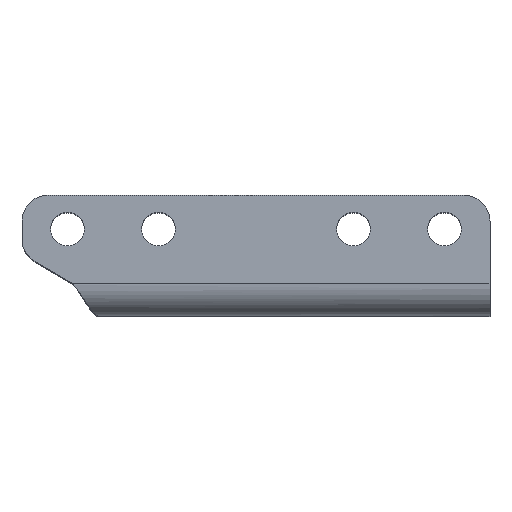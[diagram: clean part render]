
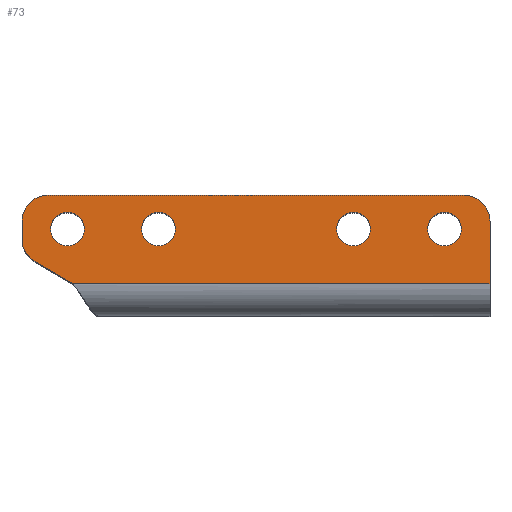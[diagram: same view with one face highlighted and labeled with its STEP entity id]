
A CAD part, top view. The second image highlights one B-rep face of the part: STEP entity #73.
In plain terms, the highlighted planar face has unit normal (0, 0, 1).
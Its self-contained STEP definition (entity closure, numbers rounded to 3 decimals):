
#23 = LINE ( 'NONE', #1958, #2555 ) ;
#54 = DIRECTION ( 'NONE',  ( 0., -1., 0. ) ) ;
#73 = ADVANCED_FACE ( 'NONE', ( #1165, #1920, #2867, #1436, #418 ), #1819, .T. ) ;
#97 = CARTESIAN_POINT ( 'NONE',  ( -11., 6.7, 19. ) ) ;
#110 = EDGE_CURVE ( 'NONE', #511, #2796, #300, .T. ) ;
#123 = ORIENTED_EDGE ( 'NONE', *, *, #2073, .T. ) ;
#168 = AXIS2_PLACEMENT_3D ( 'NONE', #3100, #2106, #3089 ) ;
#192 = ORIENTED_EDGE ( 'NONE', *, *, #215, .F. ) ;
#193 = DIRECTION ( 'NONE',  ( 0., 1., 0. ) ) ;
#212 = VERTEX_POINT ( 'NONE', #394 ) ;
#214 = DIRECTION ( 'NONE',  ( -1., 0., 0. ) ) ;
#215 = EDGE_CURVE ( 'NONE', #1395, #1669, #1197, .T. ) ;
#240 = AXIS2_PLACEMENT_3D ( 'NONE', #2067, #1039, #1052 ) ;
#258 = AXIS2_PLACEMENT_3D ( 'NONE', #1584, #1083, #2621 ) ;
#266 = CARTESIAN_POINT ( 'NONE',  ( -12.3, 6.7, 19. ) ) ;
#279 = CARTESIAN_POINT ( 'NONE',  ( 12.5, 7.3, 19. ) ) ;
#300 = CIRCLE ( 'NONE', #1100, 1.3 ) ;
#302 = AXIS2_PLACEMENT_3D ( 'NONE', #279, #1299, #1525 ) ;
#308 = CARTESIAN_POINT ( 'NONE',  ( -21.5, 9.3, 19. ) ) ;
#323 = EDGE_CURVE ( 'NONE', #463, #212, #23, .T. ) ;
#334 = CARTESIAN_POINT ( 'NONE',  ( 9.7, 6.7, 19. ) ) ;
#363 = EDGE_CURVE ( 'NONE', #463, #2326, #1989, .T. ) ;
#369 = CIRCLE ( 'NONE', #3208, 1.3 ) ;
#386 = CARTESIAN_POINT ( 'NONE',  ( 4., 6.7, 19. ) ) ;
#394 = CARTESIAN_POINT ( 'NONE',  ( 14.5, 7.3, 19. ) ) ;
#418 = FACE_OUTER_BOUND ( 'NONE', #1500, .T. ) ;
#430 = ORIENTED_EDGE ( 'NONE', *, *, #2071, .T. ) ;
#457 = DIRECTION ( 'NONE',  ( 0., 0., -1. ) ) ;
#463 = VERTEX_POINT ( 'NONE', #2301 ) ;
#476 = CARTESIAN_POINT ( 'NONE',  ( -3.5, 9.3, 19. ) ) ;
#500 = CIRCLE ( 'NONE', #2800, 1.3 ) ;
#511 = VERTEX_POINT ( 'NONE', #2855 ) ;
#524 = EDGE_CURVE ( 'NONE', #2752, #999, #762, .T. ) ;
#565 = CARTESIAN_POINT ( 'NONE',  ( 14.5, 9.3, 19. ) ) ;
#606 = DIRECTION ( 'NONE',  ( -1., 0., 0. ) ) ;
#630 = CARTESIAN_POINT ( 'NONE',  ( -17.592, 2.5, 19. ) ) ;
#638 = CIRCLE ( 'NONE', #1169, 1.3 ) ;
#641 = ORIENTED_EDGE ( 'NONE', *, *, #1834, .T. ) ;
#644 = CARTESIAN_POINT ( 'NONE',  ( -20.5, 4.179, 19. ) ) ;
#655 = LINE ( 'NONE', #476, #3054 ) ;
#665 = EDGE_LOOP ( 'NONE', ( #1095, #2137 ) ) ;
#678 = AXIS2_PLACEMENT_3D ( 'NONE', #565, #1360, #1080 ) ;
#710 = VERTEX_POINT ( 'NONE', #1156 ) ;
#723 = CIRCLE ( 'NONE', #2009, 1.3 ) ;
#746 = VERTEX_POINT ( 'NONE', #871 ) ;
#754 = EDGE_CURVE ( 'NONE', #710, #1096, #723, .T. ) ;
#762 = CIRCLE ( 'NONE', #258, 2. ) ;
#871 = CARTESIAN_POINT ( 'NONE',  ( 12.5, 9.3, 19. ) ) ;
#890 = EDGE_LOOP ( 'NONE', ( #1536, #430 ) ) ;
#935 = LINE ( 'NONE', #1970, #2254 ) ;
#965 = CARTESIAN_POINT ( 'NONE',  ( -21.5, 5.911, 19. ) ) ;
#989 = CIRCLE ( 'NONE', #1818, 1.3 ) ;
#995 = CARTESIAN_POINT ( 'NONE',  ( -21.5, 7.3, 19. ) ) ;
#999 = VERTEX_POINT ( 'NONE', #965 ) ;
#1011 = DIRECTION ( 'NONE',  ( -1., 0., 0. ) ) ;
#1026 = EDGE_CURVE ( 'NONE', #1669, #746, #655, .T. ) ;
#1039 = DIRECTION ( 'NONE',  ( 0., 0., -1. ) ) ;
#1052 = DIRECTION ( 'NONE',  ( -1., 0., 0. ) ) ;
#1066 = CARTESIAN_POINT ( 'NONE',  ( -18., 6.7, 19. ) ) ;
#1080 = DIRECTION ( 'NONE',  ( 1., 0., 0. ) ) ;
#1083 = DIRECTION ( 'NONE',  ( 0., 0., -1. ) ) ;
#1092 = EDGE_CURVE ( 'NONE', #746, #212, #1679, .T. ) ;
#1095 = ORIENTED_EDGE ( 'NONE', *, *, #110, .T. ) ;
#1096 = VERTEX_POINT ( 'NONE', #266 ) ;
#1100 = AXIS2_PLACEMENT_3D ( 'NONE', #1066, #2875, #2584 ) ;
#1117 = EDGE_CURVE ( 'NONE', #2796, #511, #2509, .T. ) ;
#1133 = EDGE_LOOP ( 'NONE', ( #641, #2722 ) ) ;
#1156 = CARTESIAN_POINT ( 'NONE',  ( -9.7, 6.7, 19. ) ) ;
#1165 = FACE_BOUND ( 'NONE', #2768, .T. ) ;
#1169 = AXIS2_PLACEMENT_3D ( 'NONE', #386, #1646, #606 ) ;
#1187 = CARTESIAN_POINT ( 'NONE',  ( 4., 6.7, 19. ) ) ;
#1197 = CIRCLE ( 'NONE', #2931, 2. ) ;
#1199 = EDGE_CURVE ( 'NONE', #1096, #710, #989, .T. ) ;
#1226 = ORIENTED_EDGE ( 'NONE', *, *, #323, .T. ) ;
#1270 = CARTESIAN_POINT ( 'NONE',  ( 14.5, 2.5, 19. ) ) ;
#1299 = DIRECTION ( 'NONE',  ( 0., 0., -1. ) ) ;
#1360 = DIRECTION ( 'NONE',  ( 0., 0., 1. ) ) ;
#1371 = DIRECTION ( 'NONE',  ( -1., 0., 0. ) ) ;
#1395 = VERTEX_POINT ( 'NONE', #995 ) ;
#1425 = VERTEX_POINT ( 'NONE', #2743 ) ;
#1436 = FACE_BOUND ( 'NONE', #1133, .T. ) ;
#1457 = DIRECTION ( 'NONE',  ( -1., 0., 0. ) ) ;
#1500 = EDGE_LOOP ( 'NONE', ( #1226, #2452, #2560, #192, #123, #2240, #2426, #1566 ) ) ;
#1525 = DIRECTION ( 'NONE',  ( 1., 0., 0. ) ) ;
#1530 = VERTEX_POINT ( 'NONE', #2051 ) ;
#1533 = VERTEX_POINT ( 'NONE', #3065 ) ;
#1536 = ORIENTED_EDGE ( 'NONE', *, *, #2856, .T. ) ;
#1566 = ORIENTED_EDGE ( 'NONE', *, *, #363, .F. ) ;
#1584 = CARTESIAN_POINT ( 'NONE',  ( -19.5, 5.911, 19. ) ) ;
#1619 = DIRECTION ( 'NONE',  ( 0., 0., -1. ) ) ;
#1629 = CARTESIAN_POINT ( 'NONE',  ( -19.5, 7.3, 19. ) ) ;
#1646 = DIRECTION ( 'NONE',  ( 0., 0., -1. ) ) ;
#1669 = VERTEX_POINT ( 'NONE', #2382 ) ;
#1679 = CIRCLE ( 'NONE', #302, 2. ) ;
#1736 = VECTOR ( 'NONE', #54, 1000. ) ;
#1762 = VERTEX_POINT ( 'NONE', #334 ) ;
#1818 = AXIS2_PLACEMENT_3D ( 'NONE', #97, #1853, #1371 ) ;
#1819 = PLANE ( 'NONE',  #678 ) ;
#1834 = EDGE_CURVE ( 'NONE', #1530, #1425, #369, .T. ) ;
#1853 = DIRECTION ( 'NONE',  ( 0., 0., -1. ) ) ;
#1903 = DIRECTION ( 'NONE',  ( 1., 0., 0. ) ) ;
#1920 = FACE_BOUND ( 'NONE', #890, .T. ) ;
#1932 = LINE ( 'NONE', #308, #1736 ) ;
#1958 = CARTESIAN_POINT ( 'NONE',  ( 14.5, 5.9, 19. ) ) ;
#1965 = DIRECTION ( 'NONE',  ( 0., 0., -1. ) ) ;
#1970 = CARTESIAN_POINT ( 'NONE',  ( -19.546, 3.628, 19. ) ) ;
#1989 = LINE ( 'NONE', #1270, #3143 ) ;
#2009 = AXIS2_PLACEMENT_3D ( 'NONE', #2434, #1619, #2399 ) ;
#2051 = CARTESIAN_POINT ( 'NONE',  ( 2.7, 6.7, 19. ) ) ;
#2067 = CARTESIAN_POINT ( 'NONE',  ( -18., 6.7, 19. ) ) ;
#2071 = EDGE_CURVE ( 'NONE', #1533, #1762, #2966, .T. ) ;
#2073 = EDGE_CURVE ( 'NONE', #1395, #999, #1932, .T. ) ;
#2106 = DIRECTION ( 'NONE',  ( 0., 0., -1. ) ) ;
#2137 = ORIENTED_EDGE ( 'NONE', *, *, #1117, .T. ) ;
#2159 = DIRECTION ( 'NONE',  ( 0., 0., -1. ) ) ;
#2186 = EDGE_CURVE ( 'NONE', #1425, #1530, #638, .T. ) ;
#2197 = CARTESIAN_POINT ( 'NONE',  ( 11., 6.7, 19. ) ) ;
#2240 = ORIENTED_EDGE ( 'NONE', *, *, #524, .F. ) ;
#2250 = DIRECTION ( 'NONE',  ( 1., 0., 0. ) ) ;
#2254 = VECTOR ( 'NONE', #2747, 1000. ) ;
#2301 = CARTESIAN_POINT ( 'NONE',  ( 14.5, 2.5, 19. ) ) ;
#2326 = VERTEX_POINT ( 'NONE', #630 ) ;
#2382 = CARTESIAN_POINT ( 'NONE',  ( -19.5, 9.3, 19. ) ) ;
#2399 = DIRECTION ( 'NONE',  ( -1., 0., 0. ) ) ;
#2425 = CARTESIAN_POINT ( 'NONE',  ( -16.7, 6.7, 19. ) ) ;
#2426 = ORIENTED_EDGE ( 'NONE', *, *, #2462, .F. ) ;
#2434 = CARTESIAN_POINT ( 'NONE',  ( -11., 6.7, 19. ) ) ;
#2452 = ORIENTED_EDGE ( 'NONE', *, *, #1092, .F. ) ;
#2462 = EDGE_CURVE ( 'NONE', #2326, #2752, #935, .T. ) ;
#2509 = CIRCLE ( 'NONE', #240, 1.3 ) ;
#2555 = VECTOR ( 'NONE', #193, 1000. ) ;
#2560 = ORIENTED_EDGE ( 'NONE', *, *, #1026, .F. ) ;
#2584 = DIRECTION ( 'NONE',  ( -1., 0., 0. ) ) ;
#2621 = DIRECTION ( 'NONE',  ( 1., 0., 0. ) ) ;
#2682 = ORIENTED_EDGE ( 'NONE', *, *, #754, .T. ) ;
#2722 = ORIENTED_EDGE ( 'NONE', *, *, #2186, .T. ) ;
#2743 = CARTESIAN_POINT ( 'NONE',  ( 5.3, 6.7, 19. ) ) ;
#2747 = DIRECTION ( 'NONE',  ( -0.866, 0.5, 0. ) ) ;
#2752 = VERTEX_POINT ( 'NONE', #644 ) ;
#2768 = EDGE_LOOP ( 'NONE', ( #2921, #2682 ) ) ;
#2796 = VERTEX_POINT ( 'NONE', #2425 ) ;
#2800 = AXIS2_PLACEMENT_3D ( 'NONE', #2197, #1965, #1457 ) ;
#2855 = CARTESIAN_POINT ( 'NONE',  ( -19.3, 6.7, 19. ) ) ;
#2856 = EDGE_CURVE ( 'NONE', #1762, #1533, #500, .T. ) ;
#2867 = FACE_BOUND ( 'NONE', #665, .T. ) ;
#2875 = DIRECTION ( 'NONE',  ( 0., 0., -1. ) ) ;
#2921 = ORIENTED_EDGE ( 'NONE', *, *, #1199, .T. ) ;
#2931 = AXIS2_PLACEMENT_3D ( 'NONE', #1629, #2159, #1903 ) ;
#2966 = CIRCLE ( 'NONE', #168, 1.3 ) ;
#3054 = VECTOR ( 'NONE', #2250, 1000. ) ;
#3065 = CARTESIAN_POINT ( 'NONE',  ( 12.3, 6.7, 19. ) ) ;
#3089 = DIRECTION ( 'NONE',  ( -1., 0., 0. ) ) ;
#3100 = CARTESIAN_POINT ( 'NONE',  ( 11., 6.7, 19. ) ) ;
#3143 = VECTOR ( 'NONE', #1011, 1000. ) ;
#3208 = AXIS2_PLACEMENT_3D ( 'NONE', #1187, #457, #214 ) ;
